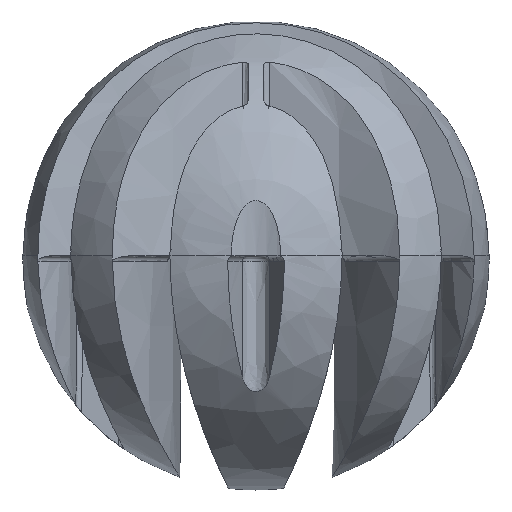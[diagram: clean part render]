
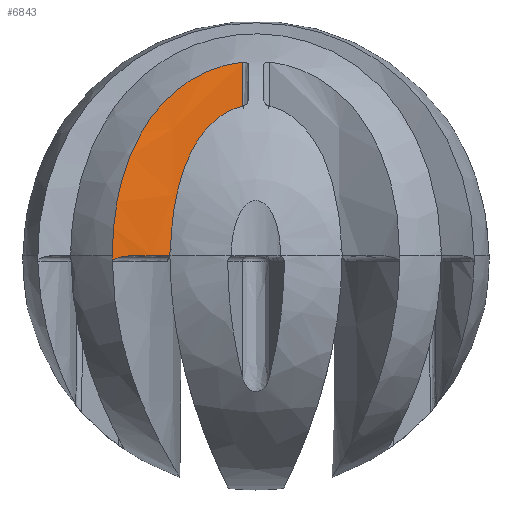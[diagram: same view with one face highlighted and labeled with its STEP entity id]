
A CAD part, front view. The second image highlights one B-rep face of the part: STEP entity #6843.
In plain terms, the highlighted conical face has half-angle 0.5 degrees and reference radius 7.52 mm.
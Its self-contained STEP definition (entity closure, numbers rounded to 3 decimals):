
#258 = EDGE_CURVE ( 'NONE', #432, #433, #1913, .T. ) ;
#325 = EDGE_CURVE ( 'NONE', #6924, #433, #6691, .T. ) ;
#326 = EDGE_CURVE ( 'NONE', #1033, #6935, #6692, .T. ) ;
#327 = EDGE_CURVE ( 'NONE', #995, #1021, #1949, .T. ) ;
#328 = EDGE_CURVE ( 'NONE', #432, #997, #6693, .T. ) ;
#332 = EDGE_CURVE ( 'NONE', #1021, #1033, #6696, .T. ) ;
#412 = EDGE_CURVE ( 'NONE', #6935, #6924, #6734, .T. ) ;
#432 = VERTEX_POINT ( 'NONE', #4376 ) ;
#433 = VERTEX_POINT ( 'NONE', #4377 ) ;
#653 = ORIENTED_EDGE ( 'NONE', *, *, #258, .F. ) ;
#654 = ORIENTED_EDGE ( 'NONE', *, *, #328, .T. ) ;
#655 = ORIENTED_EDGE ( 'NONE', *, *, #745, .T. ) ;
#656 = ORIENTED_EDGE ( 'NONE', *, *, #327, .T. ) ;
#657 = ORIENTED_EDGE ( 'NONE', *, *, #332, .T. ) ;
#658 = ORIENTED_EDGE ( 'NONE', *, *, #326, .T. ) ;
#659 = ORIENTED_EDGE ( 'NONE', *, *, #412, .T. ) ;
#660 = ORIENTED_EDGE ( 'NONE', *, *, #325, .T. ) ;
#745 = EDGE_CURVE ( 'NONE', #997, #995, #4840, .T. ) ;
#925 = AXIS2_PLACEMENT_3D ( 'NONE', #3201, #3202, #3203 ) ;
#951 = AXIS2_PLACEMENT_3D ( 'NONE', #3611, #3612, #3613 ) ;
#995 = VERTEX_POINT ( 'NONE', #5024 ) ;
#997 = VERTEX_POINT ( 'NONE', #5042 ) ;
#1021 = VERTEX_POINT ( 'NONE', #5065 ) ;
#1033 = VERTEX_POINT ( 'NONE', #5075 ) ;
#1913 = CIRCLE ( 'NONE', #925, 7.52 ) ;
#1949 = CIRCLE ( 'NONE', #951, 7.522 ) ;
#3201 = CARTESIAN_POINT ( 'NONE',  ( 0., -12., 0. ) ) ;
#3202 = DIRECTION ( 'NONE',  ( 0., 0., 1. ) ) ;
#3203 = DIRECTION ( 'NONE',  ( 1., 0., 0. ) ) ;
#3573 = CARTESIAN_POINT ( 'NONE',  ( -1.173, -4.508, 6.392 ) ) ;
#3578 = CARTESIAN_POINT ( 'NONE',  ( -4.815, -6.226, -0.139 ) ) ;
#3579 = CARTESIAN_POINT ( 'NONE',  ( -4.791, -6.205, -0.127 ) ) ;
#3583 = CARTESIAN_POINT ( 'NONE',  ( -4.837, -6.244, -0.16 ) ) ;
#3584 = CARTESIAN_POINT ( 'NONE',  ( -4.741, -6.164, -0.103 ) ) ;
#3585 = CARTESIAN_POINT ( 'NONE',  ( -4.715, -6.143, -0.093 ) ) ;
#3586 = CARTESIAN_POINT ( 'NONE',  ( -4.638, -6.081, -0.066 ) ) ;
#3587 = CARTESIAN_POINT ( 'NONE',  ( -4.585, -6.04, -0.051 ) ) ;
#3588 = CARTESIAN_POINT ( 'NONE',  ( -4.424, -5.918, -0.015 ) ) ;
#3589 = CARTESIAN_POINT ( 'NONE',  ( -4.313, -5.838, 0. ) ) ;
#3590 = CARTESIAN_POINT ( 'NONE',  ( -4.198, -5.761, 0. ) ) ;
#3592 = CARTESIAN_POINT ( 'NONE',  ( -0.82, -4.459, 6.48 ) ) ;
#3593 = CARTESIAN_POINT ( 'NONE',  ( -0.455, -4.437, 6.521 ) ) ;
#3594 = CARTESIAN_POINT ( 'NONE',  ( -1.856, -4.649, 6.123 ) ) ;
#3595 = CARTESIAN_POINT ( 'NONE',  ( -2.168, -4.739, 5.949 ) ) ;
#3596 = CARTESIAN_POINT ( 'NONE',  ( -2.6, -4.89, 5.637 ) ) ;
#3597 = CARTESIAN_POINT ( 'NONE',  ( -2.738, -4.943, 5.524 ) ) ;
#3598 = CARTESIAN_POINT ( 'NONE',  ( -2.999, -5.052, 5.284 ) ) ;
#3599 = CARTESIAN_POINT ( 'NONE',  ( -3.122, -5.108, 5.158 ) ) ;
#3600 = CARTESIAN_POINT ( 'NONE',  ( -3.468, -5.276, 4.763 ) ) ;
#3601 = CARTESIAN_POINT ( 'NONE',  ( -3.67, -5.388, 4.477 ) ) ;
#3602 = CARTESIAN_POINT ( 'NONE',  ( -4.205, -5.714, 3.554 ) ) ;
#3603 = CARTESIAN_POINT ( 'NONE',  ( -4.448, -5.902, 2.888 ) ) ;
#3604 = CARTESIAN_POINT ( 'NONE',  ( -4.691, -6.101, 1.823 ) ) ;
#3605 = CARTESIAN_POINT ( 'NONE',  ( -4.749, -6.153, 1.461 ) ) ;
#3606 = CARTESIAN_POINT ( 'NONE',  ( -4.825, -6.223, 0.735 ) ) ;
#3607 = CARTESIAN_POINT ( 'NONE',  ( -4.842, -6.242, 0.369 ) ) ;
#3608 = CARTESIAN_POINT ( 'NONE',  ( -4.839, -6.244, 0. ) ) ;
#3609 = CARTESIAN_POINT ( 'NONE',  ( -1.915, -4.728, 0. ) ) ;
#3610 = CARTESIAN_POINT ( 'NONE',  ( -1.86, -4.714, -0.017 ) ) ;
#3611 = CARTESIAN_POINT ( 'NONE',  ( 0., -12., 0.198 ) ) ;
#3612 = DIRECTION ( 'NONE',  ( 0., 0., -1. ) ) ;
#3613 = DIRECTION ( 'NONE',  ( 1., 0., 0. ) ) ;
#3614 = CARTESIAN_POINT ( 'NONE',  ( -1.97, -4.743, 0. ) ) ;
#3615 = CARTESIAN_POINT ( 'NONE',  ( -1.772, -4.692, -0.087 ) ) ;
#3616 = CARTESIAN_POINT ( 'NONE',  ( -1.742, -4.686, -0.14 ) ) ;
#3617 = CARTESIAN_POINT ( 'NONE',  ( -1.741, -4.686, -0.198 ) ) ;
#3624 = CARTESIAN_POINT ( 'NONE',  ( -0.512, -4.496, 0.198 ) ) ;
#3627 = CARTESIAN_POINT ( 'NONE',  ( -0.511, -4.495, 0.265 ) ) ;
#3632 = CARTESIAN_POINT ( 'NONE',  ( -0.511, -4.494, 0.333 ) ) ;
#3633 = CARTESIAN_POINT ( 'NONE',  ( -0.51, -4.494, 0.4 ) ) ;
#3634 = CARTESIAN_POINT ( 'NONE',  ( -0.505, -4.489, 0.933 ) ) ;
#3635 = CARTESIAN_POINT ( 'NONE',  ( -0.5, -4.484, 1.467 ) ) ;
#3636 = CARTESIAN_POINT ( 'NONE',  ( -0.496, -4.479, 2. ) ) ;
#3637 = CARTESIAN_POINT ( 'NONE',  ( -0.482, -4.465, 3.507 ) ) ;
#3638 = CARTESIAN_POINT ( 'NONE',  ( -0.469, -4.451, 5.014 ) ) ;
#3639 = CARTESIAN_POINT ( 'NONE',  ( -0.455, -4.437, 6.521 ) ) ;
#4228 = AXIS2_PLACEMENT_3D ( 'NONE', #6031, #6019, #6015 ) ;
#4256 = CARTESIAN_POINT ( 'NONE',  ( -4.839, -6.244, 0. ) ) ;
#4263 = CARTESIAN_POINT ( 'NONE',  ( -4.839, -6.244, -0.053 ) ) ;
#4268 = CARTESIAN_POINT ( 'NONE',  ( -4.838, -6.244, -0.107 ) ) ;
#4269 = CARTESIAN_POINT ( 'NONE',  ( -4.837, -6.244, -0.16 ) ) ;
#4376 = CARTESIAN_POINT ( 'NONE',  ( -1.97, -4.743, 0. ) ) ;
#4377 = CARTESIAN_POINT ( 'NONE',  ( -4.198, -5.761, 0. ) ) ;
#4616 = CARTESIAN_POINT ( 'NONE',  ( -1.741, -4.686, -0.198 ) ) ;
#4626 = CARTESIAN_POINT ( 'NONE',  ( -1.742, -4.686, -0.132 ) ) ;
#4630 = CARTESIAN_POINT ( 'NONE',  ( -1.742, -4.685, -0.066 ) ) ;
#4631 = CARTESIAN_POINT ( 'NONE',  ( -1.742, -4.685, 0. ) ) ;
#4632 = CARTESIAN_POINT ( 'NONE',  ( -1.743, -4.684, 0.066 ) ) ;
#4633 = CARTESIAN_POINT ( 'NONE',  ( -1.743, -4.684, 0.132 ) ) ;
#4634 = CARTESIAN_POINT ( 'NONE',  ( -1.744, -4.683, 0.198 ) ) ;
#4840 = B_SPLINE_CURVE_WITH_KNOTS ( 'NONE', 3,
 ( #4616, #4626, #4630, #4631, #4632, #4633, #4634 ),
 .UNSPECIFIED., .F., .F.,
 ( 4, 3, 4 ),
 ( 0., 0., 0. ),
 .UNSPECIFIED. ) ;
#5024 = CARTESIAN_POINT ( 'NONE',  ( -1.744, -4.683, 0.198 ) ) ;
#5042 = CARTESIAN_POINT ( 'NONE',  ( -1.741, -4.686, -0.198 ) ) ;
#5065 = CARTESIAN_POINT ( 'NONE',  ( -0.512, -4.496, 0.198 ) ) ;
#5075 = CARTESIAN_POINT ( 'NONE',  ( -0.455, -4.437, 6.521 ) ) ;
#5634 = FACE_OUTER_BOUND ( 'NONE', #7115, .T. ) ;
#5637 = CONICAL_SURFACE ( 'NONE', #4228, 7.52, 0.009 ) ;
#6015 = DIRECTION ( 'NONE',  ( 1., 0., 0. ) ) ;
#6019 = DIRECTION ( 'NONE',  ( 0., 0., 1. ) ) ;
#6031 = CARTESIAN_POINT ( 'NONE',  ( 0., -12., 0. ) ) ;
#6334 = CARTESIAN_POINT ( 'NONE',  ( -4.837, -6.244, -0.16 ) ) ;
#6345 = CARTESIAN_POINT ( 'NONE',  ( -4.839, -6.244, 0. ) ) ;
#6691 = B_SPLINE_CURVE_WITH_KNOTS ( 'NONE', 3,
 ( #3583, #3578, #3579, #3584, #3585, #3586, #3587, #3588, #3589, #3590 ),
 .UNSPECIFIED., .F., .F.,
 ( 4, 2, 2, 2, 4 ),
 ( 0., 0., 0., 0., 0.001 ),
 .UNSPECIFIED. ) ;
#6692 = B_SPLINE_CURVE_WITH_KNOTS ( 'NONE', 3,
 ( #3593, #3592, #3573, #3594, #3595, #3596, #3597, #3598, #3599, #3600, #3601, #3602, #3603, #3604, #3605, #3606, #3607, #3608 ),
 .UNSPECIFIED., .F., .F.,
 ( 4, 2, 2, 2, 2, 2, 2, 2, 4 ),
 ( 0., 0.001, 0.003, 0.003, 0.004, 0.005, 0.007, 0.008, 0.009 ),
 .UNSPECIFIED. ) ;
#6693 = B_SPLINE_CURVE_WITH_KNOTS ( 'NONE', 3,
 ( #3614, #3609, #3610, #3615, #3616, #3617 ),
 .UNSPECIFIED., .F., .F.,
 ( 4, 2, 4 ),
 ( 0., 0., 0. ),
 .UNSPECIFIED. ) ;
#6696 = B_SPLINE_CURVE_WITH_KNOTS ( 'NONE', 3,
 ( #3624, #3627, #3632, #3633, #3634, #3635, #3636, #3637, #3638, #3639 ),
 .UNSPECIFIED., .F., .F.,
 ( 4, 3, 3, 4 ),
 ( 0., 0., 0.002, 0.007 ),
 .UNSPECIFIED. ) ;
#6734 = B_SPLINE_CURVE_WITH_KNOTS ( 'NONE', 3,
 ( #4256, #4263, #4268, #4269 ),
 .UNSPECIFIED., .F., .F.,
 ( 4, 4 ),
 ( 0.009, 0.009 ),
 .UNSPECIFIED. ) ;
#6843 = ADVANCED_FACE ( 'NONE', ( #5634 ), #5637, .F. ) ;
#6924 = VERTEX_POINT ( 'NONE', #6334 ) ;
#6935 = VERTEX_POINT ( 'NONE', #6345 ) ;
#7115 = EDGE_LOOP ( 'NONE', ( #653, #654, #655, #656, #657, #658, #659, #660 ) ) ;
